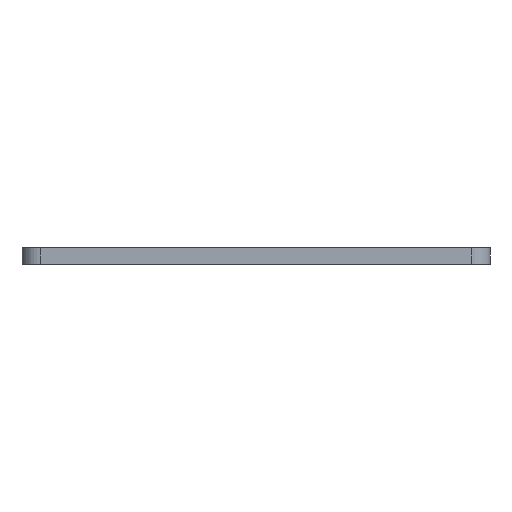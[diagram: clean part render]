
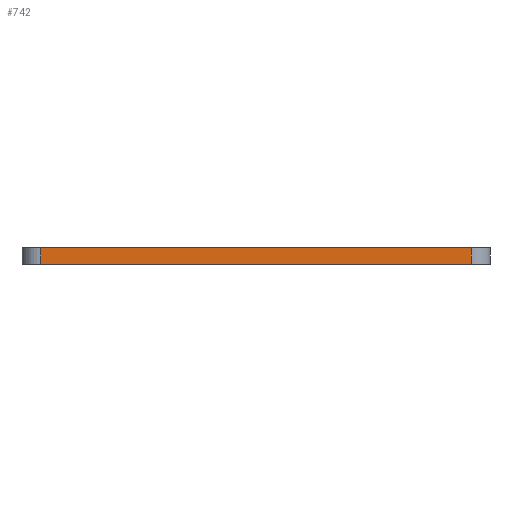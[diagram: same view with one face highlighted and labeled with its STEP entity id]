
A CAD part, front view. The second image highlights one B-rep face of the part: STEP entity #742.
In plain terms, the highlighted planar face has unit normal (0, -1, 0).
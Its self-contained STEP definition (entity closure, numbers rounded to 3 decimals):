
#8 = CARTESIAN_POINT ( 'NONE',  ( 61.46, 0., -2.286 ) ) ;
#12 = VECTOR ( 'NONE', #313, 1000. ) ;
#31 = ORIENTED_EDGE ( 'NONE', *, *, #413, .F. ) ;
#124 = EDGE_CURVE ( 'NONE', #135, #696, #597, .T. ) ;
#135 = VERTEX_POINT ( 'NONE', #259 ) ;
#144 = AXIS2_PLACEMENT_3D ( 'NONE', #448, #575, #837 ) ;
#172 = CARTESIAN_POINT ( 'NONE',  ( 2.54, 0., -2.286 ) ) ;
#182 = LINE ( 'NONE', #628, #12 ) ;
#184 = CARTESIAN_POINT ( 'NONE',  ( 61.46, 0., -2.286 ) ) ;
#194 = VECTOR ( 'NONE', #510, 1000. ) ;
#218 = EDGE_CURVE ( 'NONE', #319, #747, #365, .T. ) ;
#220 = CARTESIAN_POINT ( 'NONE',  ( 61.46, 0., 0. ) ) ;
#259 = CARTESIAN_POINT ( 'NONE',  ( 61.46, 0., -2.286 ) ) ;
#309 = FACE_OUTER_BOUND ( 'NONE', #617, .T. ) ;
#313 = DIRECTION ( 'NONE',  ( 1., 0., 0. ) ) ;
#319 = VERTEX_POINT ( 'NONE', #172 ) ;
#365 = LINE ( 'NONE', #626, #623 ) ;
#413 = EDGE_CURVE ( 'NONE', #747, #696, #182, .T. ) ;
#437 = ORIENTED_EDGE ( 'NONE', *, *, #802, .T. ) ;
#448 = CARTESIAN_POINT ( 'NONE',  ( 61.46, 0., -2.286 ) ) ;
#465 = VECTOR ( 'NONE', #652, 1000. ) ;
#498 = DIRECTION ( 'NONE',  ( 0., 0., 1. ) ) ;
#501 = CARTESIAN_POINT ( 'NONE',  ( 2.54, 0., 0. ) ) ;
#505 = LINE ( 'NONE', #184, #194 ) ;
#510 = DIRECTION ( 'NONE',  ( 1., 0., 0. ) ) ;
#569 = ORIENTED_EDGE ( 'NONE', *, *, #218, .F. ) ;
#575 = DIRECTION ( 'NONE',  ( 0., -1., 0. ) ) ;
#580 = PLANE ( 'NONE',  #144 ) ;
#597 = LINE ( 'NONE', #8, #465 ) ;
#617 = EDGE_LOOP ( 'NONE', ( #31, #569, #437, #655 ) ) ;
#623 = VECTOR ( 'NONE', #498, 1000. ) ;
#626 = CARTESIAN_POINT ( 'NONE',  ( 2.54, 0., -2.286 ) ) ;
#628 = CARTESIAN_POINT ( 'NONE',  ( 61.46, 0., 0. ) ) ;
#652 = DIRECTION ( 'NONE',  ( 0., 0., 1. ) ) ;
#655 = ORIENTED_EDGE ( 'NONE', *, *, #124, .T. ) ;
#696 = VERTEX_POINT ( 'NONE', #220 ) ;
#742 = ADVANCED_FACE ( 'NONE', ( #309 ), #580, .T. ) ;
#747 = VERTEX_POINT ( 'NONE', #501 ) ;
#802 = EDGE_CURVE ( 'NONE', #319, #135, #505, .T. ) ;
#837 = DIRECTION ( 'NONE',  ( 1., 0., 0. ) ) ;
